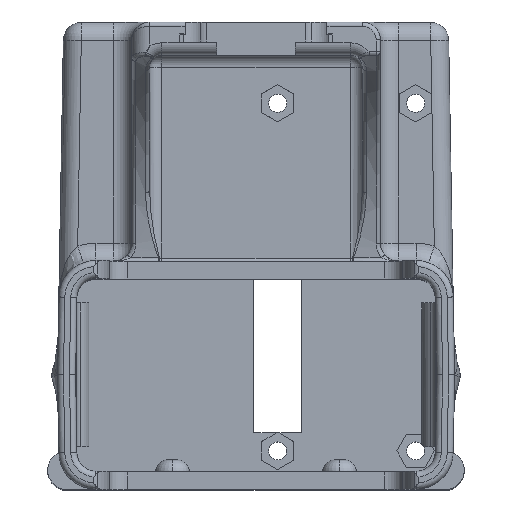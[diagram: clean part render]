
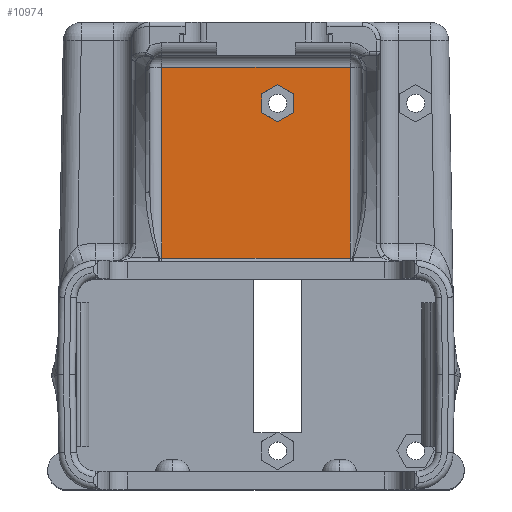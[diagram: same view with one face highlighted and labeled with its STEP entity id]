
A CAD part, top view. The second image highlights one B-rep face of the part: STEP entity #10974.
In plain terms, the highlighted planar face has unit normal (0, 0, 1).
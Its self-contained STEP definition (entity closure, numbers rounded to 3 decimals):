
#468 = CARTESIAN_POINT ( 'NONE',  ( 0.925, 96.059, -16.711 ) ) ;
#567 = ORIENTED_EDGE ( 'NONE', *, *, #5728, .T. ) ;
#624 = VECTOR ( 'NONE', #2140, 1000. ) ;
#686 = CARTESIAN_POINT ( 'NONE',  ( 8.629, 45.191, -16.711 ) ) ;
#687 = DIRECTION ( 'NONE',  ( 0., 0., -1. ) ) ;
#734 = CARTESIAN_POINT ( 'NONE',  ( 15.74, 51.44, -16.711 ) ) ;
#1049 = LINE ( 'NONE', #5421, #4071 ) ;
#1154 = EDGE_LOOP ( 'NONE', ( #2000, #567, #6261, #3862 ) ) ;
#1179 = CARTESIAN_POINT ( 'NONE',  ( 6.325, 46.979, -16.711 ) ) ;
#1733 = ORIENTED_EDGE ( 'NONE', *, *, #3472, .T. ) ;
#1769 = VECTOR ( 'NONE', #6374, 1000. ) ;
#1937 = VERTEX_POINT ( 'NONE', #3400 ) ;
#2000 = ORIENTED_EDGE ( 'NONE', *, *, #6960, .T. ) ;
#2014 = EDGE_CURVE ( 'NONE', #6869, #7434, #1049, .T. ) ;
#2140 = DIRECTION ( 'NONE',  ( 0.866, -0.5, 0. ) ) ;
#2217 = ORIENTED_EDGE ( 'NONE', *, *, #10755, .T. ) ;
#2227 = CARTESIAN_POINT ( 'NONE',  ( 0.925, 46.979, -16.711 ) ) ;
#2318 = DIRECTION ( 'NONE',  ( 1., 0., 0. ) ) ;
#2552 = DIRECTION ( 'NONE',  ( -1., 0., 0. ) ) ;
#2631 = EDGE_CURVE ( 'NONE', #5831, #6869, #9073, .T. ) ;
#2810 = DIRECTION ( 'NONE',  ( 0., 1., 0. ) ) ;
#3192 = LINE ( 'NONE', #11019, #9119 ) ;
#3278 = CARTESIAN_POINT ( 'NONE',  ( 3.625, 48.538, -16.711 ) ) ;
#3378 = CARTESIAN_POINT ( 'NONE',  ( -37.926, 66.292, -16.711 ) ) ;
#3400 = CARTESIAN_POINT ( 'NONE',  ( -15.74, 19.58, -16.711 ) ) ;
#3472 = EDGE_CURVE ( 'NONE', #6858, #8663, #8336, .T. ) ;
#3862 = ORIENTED_EDGE ( 'NONE', *, *, #2014, .T. ) ;
#4071 = VECTOR ( 'NONE', #4389, 1000. ) ;
#4389 = DIRECTION ( 'NONE',  ( -1., 0., 0. ) ) ;
#4397 = VERTEX_POINT ( 'NONE', #6703 ) ;
#4499 = ORIENTED_EDGE ( 'NONE', *, *, #10513, .T. ) ;
#4567 = ORIENTED_EDGE ( 'NONE', *, *, #10231, .T. ) ;
#4714 = LINE ( 'NONE', #8853, #1769 ) ;
#4730 = ORIENTED_EDGE ( 'NONE', *, *, #5431, .T. ) ;
#5421 = CARTESIAN_POINT ( 'NONE',  ( -20.74, 51.44, -16.711 ) ) ;
#5431 = EDGE_CURVE ( 'NONE', #4397, #6858, #10398, .T. ) ;
#5728 = EDGE_CURVE ( 'NONE', #1937, #5831, #5894, .T. ) ;
#5831 = VERTEX_POINT ( 'NONE', #6925 ) ;
#5835 = DIRECTION ( 'NONE',  ( 0., -1., 0. ) ) ;
#5856 = LINE ( 'NONE', #686, #7181 ) ;
#5894 = LINE ( 'NONE', #9350, #8674 ) ;
#6140 = PLANE ( 'NONE',  #8581 ) ;
#6261 = ORIENTED_EDGE ( 'NONE', *, *, #2631, .T. ) ;
#6374 = DIRECTION ( 'NONE',  ( 0., -1., 0. ) ) ;
#6511 = VERTEX_POINT ( 'NONE', #3278 ) ;
#6692 = DIRECTION ( 'NONE',  ( 0.866, 0.5, 0. ) ) ;
#6703 = CARTESIAN_POINT ( 'NONE',  ( 3.625, 42.302, -16.711 ) ) ;
#6782 = ORIENTED_EDGE ( 'NONE', *, *, #6999, .T. ) ;
#6858 = VERTEX_POINT ( 'NONE', #10006 ) ;
#6869 = VERTEX_POINT ( 'NONE', #734 ) ;
#6925 = CARTESIAN_POINT ( 'NONE',  ( 15.74, 19.58, -16.711 ) ) ;
#6940 = FACE_OUTER_BOUND ( 'NONE', #1154, .T. ) ;
#6960 = EDGE_CURVE ( 'NONE', #7434, #1937, #10910, .T. ) ;
#6999 = EDGE_CURVE ( 'NONE', #6511, #8238, #9232, .T. ) ;
#7181 = VECTOR ( 'NONE', #10289, 1000. ) ;
#7410 = CARTESIAN_POINT ( 'NONE',  ( 15.74, 96.059, -16.711 ) ) ;
#7434 = VERTEX_POINT ( 'NONE', #7987 ) ;
#7939 = VECTOR ( 'NONE', #8723, 1000. ) ;
#7972 = EDGE_LOOP ( 'NONE', ( #2217, #4567, #4730, #1733, #4499, #6782 ) ) ;
#7987 = CARTESIAN_POINT ( 'NONE',  ( -15.74, 51.44, -16.711 ) ) ;
#8218 = DIRECTION ( 'NONE',  ( 0., 1., 0. ) ) ;
#8238 = VERTEX_POINT ( 'NONE', #1179 ) ;
#8274 = VERTEX_POINT ( 'NONE', #10087 ) ;
#8336 = LINE ( 'NONE', #468, #9243 ) ;
#8492 = VECTOR ( 'NONE', #2810, 1000. ) ;
#8581 = AXIS2_PLACEMENT_3D ( 'NONE', #10455, #687, #2552 ) ;
#8663 = VERTEX_POINT ( 'NONE', #2227 ) ;
#8674 = VECTOR ( 'NONE', #2318, 1000. ) ;
#8723 = DIRECTION ( 'NONE',  ( -0.866, 0.5, 0. ) ) ;
#8853 = CARTESIAN_POINT ( 'NONE',  ( 6.325, 96.059, -16.711 ) ) ;
#9066 = VECTOR ( 'NONE', #5835, 1000. ) ;
#9073 = LINE ( 'NONE', #7410, #8492 ) ;
#9109 = CARTESIAN_POINT ( 'NONE',  ( -15.74, 19.08, -16.711 ) ) ;
#9119 = VECTOR ( 'NONE', #6692, 1000. ) ;
#9232 = LINE ( 'NONE', #10044, #624 ) ;
#9243 = VECTOR ( 'NONE', #8218, 1000. ) ;
#9350 = CARTESIAN_POINT ( 'NONE',  ( 15.74, 19.58, -16.711 ) ) ;
#10006 = CARTESIAN_POINT ( 'NONE',  ( 0.925, 43.861, -16.711 ) ) ;
#10044 = CARTESIAN_POINT ( 'NONE',  ( -35.226, 70.969, -16.711 ) ) ;
#10087 = CARTESIAN_POINT ( 'NONE',  ( 6.325, 43.861, -16.711 ) ) ;
#10231 = EDGE_CURVE ( 'NONE', #8274, #4397, #5856, .T. ) ;
#10289 = DIRECTION ( 'NONE',  ( -0.866, -0.5, 0. ) ) ;
#10398 = LINE ( 'NONE', #3378, #7939 ) ;
#10455 = CARTESIAN_POINT ( 'NONE',  ( -20.74, 96.059, -16.711 ) ) ;
#10513 = EDGE_CURVE ( 'NONE', #8663, #6511, #3192, .T. ) ;
#10755 = EDGE_CURVE ( 'NONE', #8238, #8274, #4714, .T. ) ;
#10910 = LINE ( 'NONE', #9109, #9066 ) ;
#10974 = ADVANCED_FACE ( 'NONE', ( #11161, #6940 ), #6140, .F. ) ;
#11019 = CARTESIAN_POINT ( 'NONE',  ( 5.929, 49.868, -16.711 ) ) ;
#11161 = FACE_BOUND ( 'NONE', #7972, .T. ) ;
